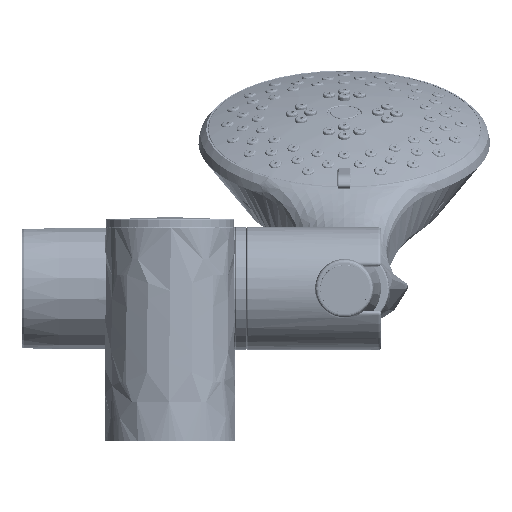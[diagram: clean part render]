
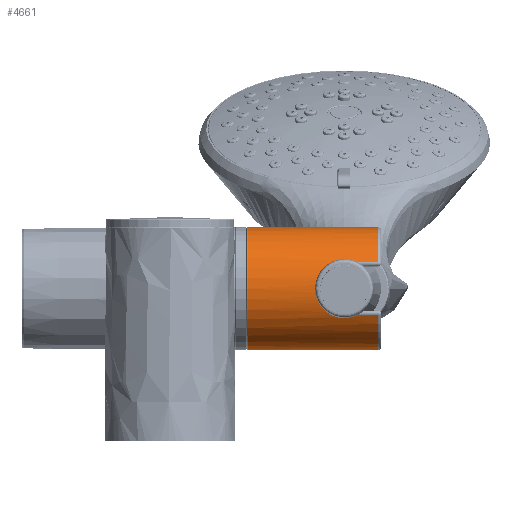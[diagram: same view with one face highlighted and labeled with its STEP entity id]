
A CAD part, left-side view. The second image highlights one B-rep face of the part: STEP entity #4661.
In plain terms, the highlighted cylindrical face has radius 20 mm (diameter 40 mm), a full revolution.
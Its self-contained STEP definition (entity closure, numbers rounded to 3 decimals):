
#744=LINE('',#155665,#1516);
#745=LINE('',#155669,#1517);
#746=LINE('',#155690,#1518);
#747=LINE('',#155691,#1519);
#1516=VECTOR('',#25353,1.);
#1517=VECTOR('',#25356,1.);
#1518=VECTOR('',#25357,1.);
#1519=VECTOR('',#25358,1.);
#3479=FACE_BOUND('',#8094,.T.);
#3480=FACE_BOUND('',#8095,.T.);
#4661=ADVANCED_FACE('',(#3479,#3480),#5173,.T.);
#5173=CYLINDRICAL_SURFACE('',#21870,20.);
#8094=EDGE_LOOP('',(#14050));
#8095=EDGE_LOOP('',(#14051,#14052,#14053,#14054,#14055,#14056,#14057,#14058));
#8729=CIRCLE('',#21865,20.);
#8731=CIRCLE('',#21868,20.);
#8732=CIRCLE('',#21869,20.);
#14050=ORIENTED_EDGE('',*,*,#18958,.T.);
#14051=ORIENTED_EDGE('',*,*,#18959,.F.);
#14052=ORIENTED_EDGE('',*,*,#18960,.F.);
#14053=ORIENTED_EDGE('',*,*,#18961,.F.);
#14054=ORIENTED_EDGE('',*,*,#18962,.F.);
#14055=ORIENTED_EDGE('',*,*,#18963,.F.);
#14056=ORIENTED_EDGE('',*,*,#18964,.F.);
#14057=ORIENTED_EDGE('',*,*,#18956,.F.);
#14058=ORIENTED_EDGE('',*,*,#18965,.F.);
#16208=VERTEX_POINT('',#155638);
#16209=VERTEX_POINT('',#155640);
#16210=VERTEX_POINT('',#155644);
#16211=VERTEX_POINT('',#155663);
#16212=VERTEX_POINT('',#155664);
#16213=VERTEX_POINT('',#155666);
#16214=VERTEX_POINT('',#155668);
#16215=VERTEX_POINT('',#155670);
#16216=VERTEX_POINT('',#155689);
#18956=EDGE_CURVE('',#16208,#16209,#8729,.T.);
#18958=EDGE_CURVE('',#16210,#16210,#8731,.T.);
#18959=EDGE_CURVE('',#16211,#16212,#20515,.T.);
#18960=EDGE_CURVE('',#16213,#16211,#744,.T.);
#18961=EDGE_CURVE('',#16214,#16213,#8732,.T.);
#18962=EDGE_CURVE('',#16215,#16214,#745,.T.);
#18963=EDGE_CURVE('',#16216,#16215,#20516,.T.);
#18964=EDGE_CURVE('',#16209,#16216,#746,.T.);
#18965=EDGE_CURVE('',#16212,#16208,#747,.T.);
#20515=B_SPLINE_CURVE_WITH_KNOTS('',3,(#155645,#155646,#155647,#155648,#155649,
#155650,#155651,#155652,#155653,#155654,#155655,#155656,#155657,#155658,
#155659,#155660,#155661,#155662),.UNSPECIFIED.,.F.,.F.,(4,2,2,2,2,2,2,2,
4),(0.,0.125,0.25,0.375,0.5,0.625,0.75,0.875,1.),.UNSPECIFIED.);
#20516=B_SPLINE_CURVE_WITH_KNOTS('',3,(#155671,#155672,#155673,#155674,#155675,
#155676,#155677,#155678,#155679,#155680,#155681,#155682,#155683,#155684,
#155685,#155686,#155687,#155688),.UNSPECIFIED.,.F.,.F.,(4,2,2,2,2,2,2,2,
4),(0.,0.125,0.25,0.375,0.5,0.625,0.75,0.875,1.),.UNSPECIFIED.);
#21865=AXIS2_PLACEMENT_3D('',#155639,#25345,#25346);
#21868=AXIS2_PLACEMENT_3D('',#155643,#25351,#25352);
#21869=AXIS2_PLACEMENT_3D('',#155667,#25354,#25355);
#21870=AXIS2_PLACEMENT_3D('',#155692,#25359,#25360);
#25345=DIRECTION('',(0.,-1.,0.));
#25346=DIRECTION('',(0.871,0.,0.492));
#25351=DIRECTION('',(0.,-1.,0.));
#25352=DIRECTION('',(1.,0.,0.));
#25353=DIRECTION('',(0.,1.,0.));
#25354=DIRECTION('',(0.,-1.,0.));
#25355=DIRECTION('',(-0.903,0.,-0.43));
#25356=DIRECTION('',(0.,-1.,0.));
#25357=DIRECTION('',(0.,1.,0.));
#25358=DIRECTION('',(0.,-1.,0.));
#25359=DIRECTION('',(0.,1.,0.));
#25360=DIRECTION('',(1.,0.,0.));
#155638=CARTESIAN_POINT('',(-112.586,-67.8,59.637));
#155639=CARTESIAN_POINT('',(-130.,-67.8,49.8));
#155640=CARTESIAN_POINT('',(-148.057,-67.8,58.398));
#155643=CARTESIAN_POINT('',(-130.,-25.3,49.8));
#155644=CARTESIAN_POINT('',(-110.,-25.3,49.8));
#155645=CARTESIAN_POINT('',(-112.586,-61.437,39.963));
#155646=CARTESIAN_POINT('',(-113.018,-59.778,39.198));
#155647=CARTESIAN_POINT('',(-113.265,-57.904,38.848));
#155648=CARTESIAN_POINT('',(-113.105,-54.209,39.096));
#155649=CARTESIAN_POINT('',(-112.704,-52.4,39.7));
#155650=CARTESIAN_POINT('',(-111.72,-49.375,41.615));
#155651=CARTESIAN_POINT('',(-111.147,-48.116,42.927));
#155652=CARTESIAN_POINT('',(-110.279,-46.334,46.089));
#155653=CARTESIAN_POINT('',(-110.,-45.836,47.915));
#155654=CARTESIAN_POINT('',(-110.,-45.834,51.676));
#155655=CARTESIAN_POINT('',(-110.279,-46.334,53.507));
#155656=CARTESIAN_POINT('',(-111.141,-48.105,56.657));
#155657=CARTESIAN_POINT('',(-111.721,-49.378,57.988));
#155658=CARTESIAN_POINT('',(-112.706,-52.406,59.903));
#155659=CARTESIAN_POINT('',(-113.102,-54.194,60.5));
#155660=CARTESIAN_POINT('',(-113.266,-57.878,60.754));
#155661=CARTESIAN_POINT('',(-113.019,-59.775,60.403));
#155662=CARTESIAN_POINT('',(-112.586,-61.437,59.637));
#155663=CARTESIAN_POINT('',(-112.586,-61.437,39.963));
#155664=CARTESIAN_POINT('',(-112.586,-61.437,59.637));
#155665=CARTESIAN_POINT('',(-112.586,-67.8,39.963));
#155666=CARTESIAN_POINT('',(-112.586,-67.8,39.963));
#155667=CARTESIAN_POINT('',(-130.,-67.8,49.8));
#155668=CARTESIAN_POINT('',(-148.057,-67.8,41.202));
#155669=CARTESIAN_POINT('',(-148.057,-61.15,41.202));
#155670=CARTESIAN_POINT('',(-148.057,-61.15,41.202));
#155671=CARTESIAN_POINT('',(-148.057,-61.15,58.398));
#155672=CARTESIAN_POINT('',(-147.701,-59.698,59.147));
#155673=CARTESIAN_POINT('',(-147.481,-58.039,59.518));
#155674=CARTESIAN_POINT('',(-147.56,-54.739,59.374));
#155675=CARTESIAN_POINT('',(-147.859,-53.107,58.852));
#155676=CARTESIAN_POINT('',(-148.628,-50.382,57.14));
#155677=CARTESIAN_POINT('',(-149.086,-49.253,55.954));
#155678=CARTESIAN_POINT('',(-149.78,-47.664,53.102));
#155679=CARTESIAN_POINT('',(-150.,-47.232,51.474));
#155680=CARTESIAN_POINT('',(-150.,-47.232,48.124));
#155681=CARTESIAN_POINT('',(-149.778,-47.67,46.489));
#155682=CARTESIAN_POINT('',(-149.09,-49.244,43.662));
#155683=CARTESIAN_POINT('',(-148.628,-50.382,42.46));
#155684=CARTESIAN_POINT('',(-147.857,-53.114,40.744));
#155685=CARTESIAN_POINT('',(-147.562,-54.725,40.229));
#155686=CARTESIAN_POINT('',(-147.479,-58.018,40.08));
#155687=CARTESIAN_POINT('',(-147.7,-59.696,40.452));
#155688=CARTESIAN_POINT('',(-148.057,-61.15,41.202));
#155689=CARTESIAN_POINT('',(-148.057,-61.15,58.398));
#155690=CARTESIAN_POINT('',(-148.057,-67.8,58.398));
#155691=CARTESIAN_POINT('',(-112.586,-61.437,59.637));
#155692=CARTESIAN_POINT('',(-130.,-68.8,49.8));
